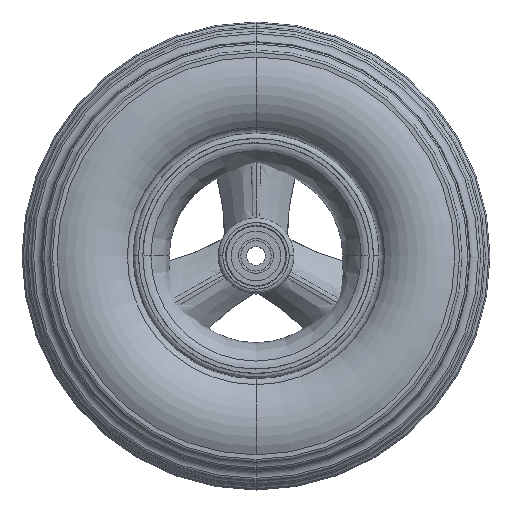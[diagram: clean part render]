
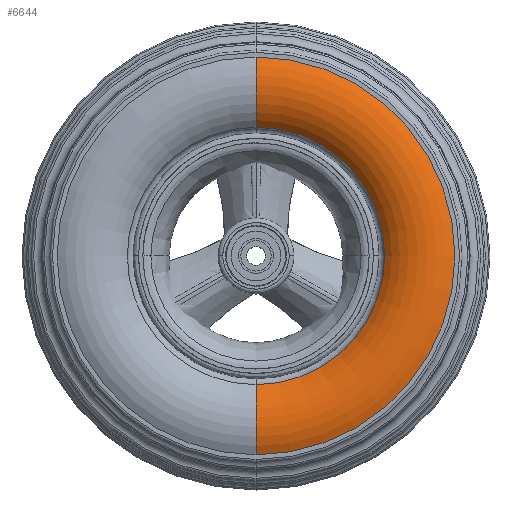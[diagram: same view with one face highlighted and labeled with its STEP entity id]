
A CAD part, top view. The second image highlights one B-rep face of the part: STEP entity #6644.
In plain terms, the highlighted toroidal (fillet/blend) face has major radius 73.068 mm and minor radius 24.684 mm.
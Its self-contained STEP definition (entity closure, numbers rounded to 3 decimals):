
#41 = DIRECTION ( 'NONE',  ( 0., 0., -1. ) ) ;
#492 = AXIS2_PLACEMENT_3D ( 'NONE', #7222, #5891, #5875 ) ;
#549 = AXIS2_PLACEMENT_3D ( 'NONE', #10312, #4009, #11370 ) ;
#929 = CIRCLE ( 'NONE', #11745, 85. ) ;
#1534 = ORIENTED_EDGE ( 'NONE', *, *, #12867, .F. ) ;
#1582 = VERTEX_POINT ( 'NONE', #1865 ) ;
#1865 = CARTESIAN_POINT ( 'NONE',  ( -21.522, -28.46, -39.464 ) ) ;
#2042 = DIRECTION ( 'NONE',  ( 1., 0., 0. ) ) ;
#2284 = CIRCLE ( 'NONE', #549, 24.684 ) ;
#3294 = ORIENTED_EDGE ( 'NONE', *, *, #13119, .F. ) ;
#3682 = CARTESIAN_POINT ( 'NONE',  ( -21.522, 81.54, -39.464 ) ) ;
#3850 = TOROIDAL_SURFACE ( 'NONE', #492, 73.068, 24.684 ) ;
#4009 = DIRECTION ( 'NONE',  ( -1., 0., 0. ) ) ;
#4236 = CARTESIAN_POINT ( 'NONE',  ( -21.522, 26.54, -34.674 ) ) ;
#5283 = DIRECTION ( 'NONE',  ( 0., 1., 0. ) ) ;
#5875 = DIRECTION ( 'NONE',  ( 0., 1., 0. ) ) ;
#5891 = DIRECTION ( 'NONE',  ( 0., 0., -1. ) ) ;
#6443 = CARTESIAN_POINT ( 'NONE',  ( -21.522, 26.54, -39.464 ) ) ;
#6644 = ADVANCED_FACE ( 'NONE', ( #12866 ), #3850, .T. ) ;
#7089 = AXIS2_PLACEMENT_3D ( 'NONE', #8350, #2042, #9402 ) ;
#7105 = VERTEX_POINT ( 'NONE', #3682 ) ;
#7222 = CARTESIAN_POINT ( 'NONE',  ( -21.522, 26.54, -56.282 ) ) ;
#7369 = CIRCLE ( 'NONE', #7089, 24.684 ) ;
#7390 = ORIENTED_EDGE ( 'NONE', *, *, #12557, .T. ) ;
#7508 = DIRECTION ( 'NONE',  ( 0., 1., 0. ) ) ;
#8350 = CARTESIAN_POINT ( 'NONE',  ( -21.522, -46.528, -56.282 ) ) ;
#9223 = CIRCLE ( 'NONE', #13596, 55. ) ;
#9402 = DIRECTION ( 'NONE',  ( 0., 1., 0. ) ) ;
#9431 = CARTESIAN_POINT ( 'NONE',  ( -21.522, 111.54, -34.674 ) ) ;
#9796 = EDGE_CURVE ( 'NONE', #1582, #10309, #7369, .T. ) ;
#10309 = VERTEX_POINT ( 'NONE', #13406 ) ;
#10312 = CARTESIAN_POINT ( 'NONE',  ( -21.522, 99.608, -56.282 ) ) ;
#10392 = VERTEX_POINT ( 'NONE', #9431 ) ;
#11370 = DIRECTION ( 'NONE',  ( 0., 0., 1. ) ) ;
#11620 = DIRECTION ( 'NONE',  ( 0., 0., -1. ) ) ;
#11634 = EDGE_LOOP ( 'NONE', ( #7390, #13518, #1534, #3294 ) ) ;
#11745 = AXIS2_PLACEMENT_3D ( 'NONE', #4236, #11620, #5283 ) ;
#12557 = EDGE_CURVE ( 'NONE', #7105, #1582, #9223, .T. ) ;
#12866 = FACE_OUTER_BOUND ( 'NONE', #11634, .T. ) ;
#12867 = EDGE_CURVE ( 'NONE', #10392, #10309, #929, .T. ) ;
#13119 = EDGE_CURVE ( 'NONE', #7105, #10392, #2284, .T. ) ;
#13406 = CARTESIAN_POINT ( 'NONE',  ( -21.522, -58.46, -34.674 ) ) ;
#13518 = ORIENTED_EDGE ( 'NONE', *, *, #9796, .T. ) ;
#13596 = AXIS2_PLACEMENT_3D ( 'NONE', #6443, #41, #7508 ) ;
